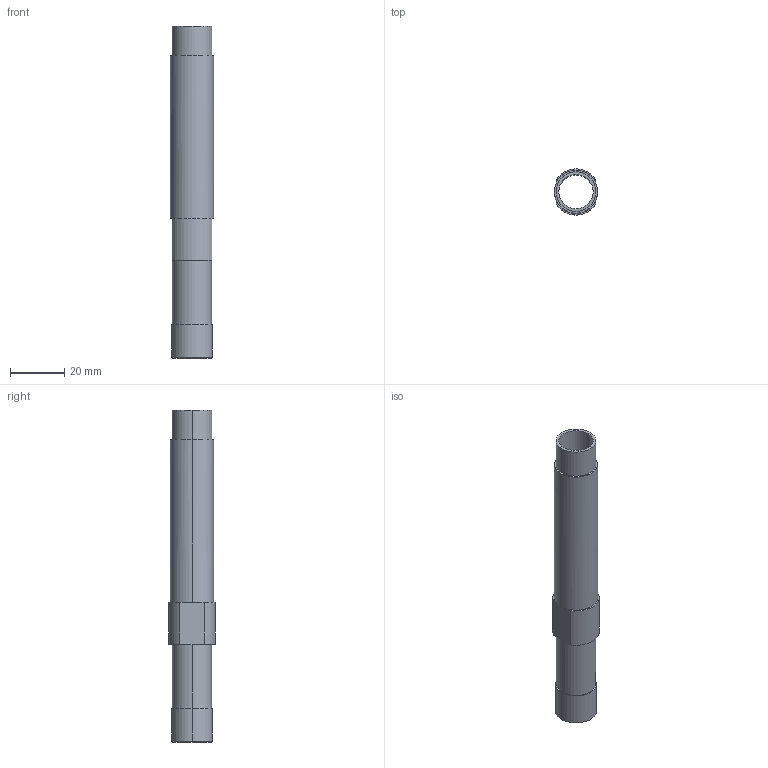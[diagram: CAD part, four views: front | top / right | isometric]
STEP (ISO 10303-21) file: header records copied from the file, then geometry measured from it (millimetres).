
FILE_DESCRIPTION (( 'STEP AP203' ), '1' );
FILE_NAME ('canon revu 3.STEP', '2023-06-05T12:18:37', ( '' ), ( '' ), 'SwSTEP 2.0', 'SolidWorks 2020', '' );
FILE_SCHEMA (( 'CONFIG_CONTROL_DESIGN' ));
Length unit declared in the file: millimetre
Products named in the file (1): canon revu 3
Bounding box: 15.9 x 17 x 121.95 mm (x, y, z)
Volume: 7765.1 mm3; surface area: 10972.4 mm2
Topology: 1 solids, 1 shells, 25 faces, 54 edges, 34 vertices
Faces by surface type: cylinder 12, plane 11, cone 2
Entity records: 771 total; most frequent: DIRECTION 136, CARTESIAN_POINT 114, ORIENTED_EDGE 108, AXIS2_PLACEMENT_3D 56, EDGE_CURVE 54, VERTEX_POINT 34, CIRCLE 30, EDGE_LOOP 30
